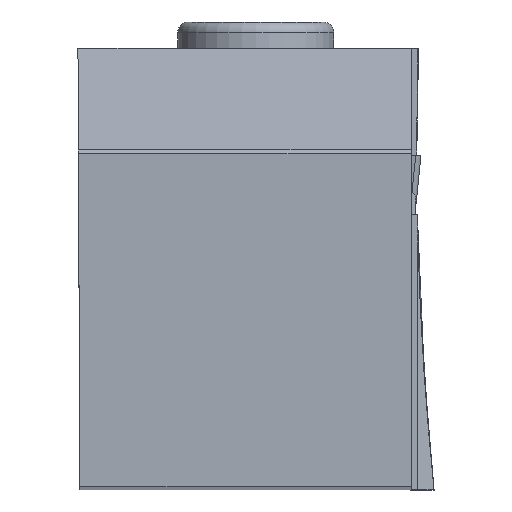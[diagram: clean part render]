
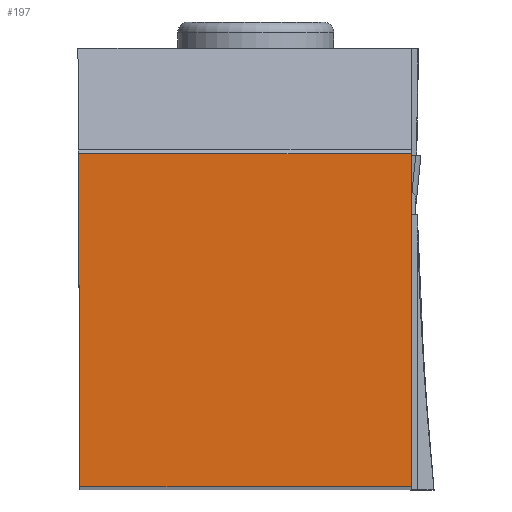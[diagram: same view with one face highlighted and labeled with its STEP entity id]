
A CAD part, top view. The second image highlights one B-rep face of the part: STEP entity #197.
In plain terms, the highlighted planar face has unit normal (0, 0, 1).
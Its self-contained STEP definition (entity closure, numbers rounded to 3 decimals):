
#197=ADVANCED_FACE('BLANK_BOXF006',(#312),#247,.F.);
#247=PLANE('',#1527);
#312=FACE_OUTER_BOUND('',#379,.T.);
#379=EDGE_LOOP('',(#709,#710,#711,#712));
#709=ORIENTED_EDGE('',*,*,#1047,.T.);
#710=ORIENTED_EDGE('',*,*,#1087,.T.);
#711=ORIENTED_EDGE('',*,*,#1083,.T.);
#712=ORIENTED_EDGE('',*,*,#1072,.T.);
#890=VERTEX_POINT('',#2345);
#891=VERTEX_POINT('',#2347);
#905=VERTEX_POINT('',#2461);
#911=VERTEX_POINT('',#2482);
#1047=EDGE_CURVE('',#891,#890,#1190,.T.);
#1072=EDGE_CURVE('',#905,#891,#1209,.T.);
#1083=EDGE_CURVE('',#911,#905,#1219,.T.);
#1087=EDGE_CURVE('',#890,#911,#1223,.T.);
#1190=LINE('',#2346,#1324);
#1209=LINE('',#2460,#1343);
#1219=LINE('',#2481,#1353);
#1223=LINE('',#2489,#1357);
#1324=VECTOR('',#1791,1.);
#1343=VECTOR('',#1826,1.);
#1353=VECTOR('',#1846,1.);
#1357=VECTOR('',#1852,1.);
#1527=AXIS2_PLACEMENT_3D('',#2490,#1853,#1854);
#1791=DIRECTION('',(0.,1.,0.));
#1826=DIRECTION('',(1.,0.,0.));
#1846=DIRECTION('',(0.004,-1.,0.));
#1852=DIRECTION('',(-1.,0.,0.));
#1853=DIRECTION('',(0.,0.,-1.));
#1854=DIRECTION('',(0.,-1.,0.));
#2345=CARTESIAN_POINT('',(25.273,25.273,0.));
#2346=CARTESIAN_POINT('',(25.273,-151.4,0.));
#2347=CARTESIAN_POINT('',(25.273,0.,0.));
#2460=CARTESIAN_POINT('',(-151.4,0.,0.));
#2461=CARTESIAN_POINT('',(0.11,0.,0.));
#2481=CARTESIAN_POINT('',(-0.55,151.399,0.));
#2482=CARTESIAN_POINT('',(0.,25.273,0.));
#2489=CARTESIAN_POINT('',(151.4,25.273,0.));
#2490=CARTESIAN_POINT('',(26.997,-5.,0.));
